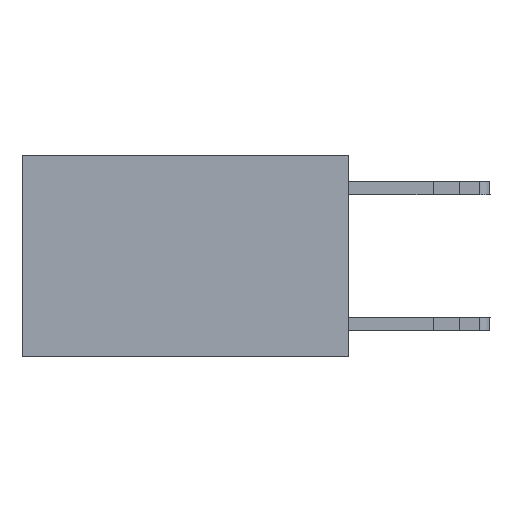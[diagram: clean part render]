
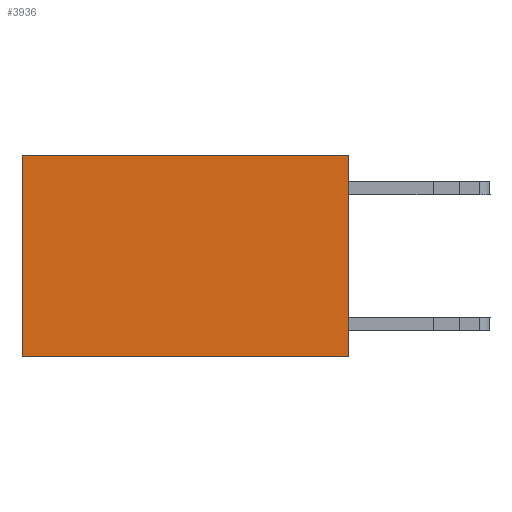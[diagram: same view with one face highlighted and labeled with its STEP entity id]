
A CAD part, left-side view. The second image highlights one B-rep face of the part: STEP entity #3936.
In plain terms, the highlighted planar face has unit normal (-1, 0, 0).
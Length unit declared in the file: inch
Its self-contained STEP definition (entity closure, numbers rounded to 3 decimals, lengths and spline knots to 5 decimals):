
#650 = VECTOR ( 'NONE', #17703, 39.37008 ) ;
#665 = EDGE_CURVE ( 'NONE', #9095, #15589, #11246, .T. ) ;
#739 = LINE ( 'NONE', #8977, #19916 ) ;
#3431 = DIRECTION ( 'NONE',  ( 0., 1., 0. ) ) ;
#3636 = CARTESIAN_POINT ( 'NONE',  ( 0.2625, 0., -0.37 ) ) ;
#3936 = ADVANCED_FACE ( 'NONE', ( #13440 ), #19917, .F. ) ;
#5782 = CARTESIAN_POINT ( 'NONE',  ( 0.2625, 0.6, -0.37 ) ) ;
#5802 = DIRECTION ( 'NONE',  ( 0., 0., -1. ) ) ;
#6350 = CARTESIAN_POINT ( 'NONE',  ( 0.2625, 0., 0. ) ) ;
#7963 = VECTOR ( 'NONE', #3431, 39.37008 ) ;
#8106 = ORIENTED_EDGE ( 'NONE', *, *, #665, .T. ) ;
#8172 = LINE ( 'NONE', #3636, #7963 ) ;
#8977 = CARTESIAN_POINT ( 'NONE',  ( 0.2625, 0.6, 0. ) ) ;
#9095 = VERTEX_POINT ( 'NONE', #10564 ) ;
#9579 = VERTEX_POINT ( 'NONE', #5782 ) ;
#9862 = ORIENTED_EDGE ( 'NONE', *, *, #15695, .F. ) ;
#10564 = CARTESIAN_POINT ( 'NONE',  ( 0.2625, 0., 0. ) ) ;
#11246 = LINE ( 'NONE', #6350, #650 ) ;
#11296 = CARTESIAN_POINT ( 'NONE',  ( 0.2625, 0., 0. ) ) ;
#11364 = CARTESIAN_POINT ( 'NONE',  ( 0.2625, 0., 0. ) ) ;
#11513 = EDGE_CURVE ( 'NONE', #9095, #13318, #14952, .T. ) ;
#11582 = VECTOR ( 'NONE', #11661, 39.37008 ) ;
#11661 = DIRECTION ( 'NONE',  ( 0., 0., -1. ) ) ;
#13318 = VERTEX_POINT ( 'NONE', #19818 ) ;
#13440 = FACE_OUTER_BOUND ( 'NONE', #15221, .T. ) ;
#14221 = AXIS2_PLACEMENT_3D ( 'NONE', #11296, #16166, #19252 ) ;
#14621 = ORIENTED_EDGE ( 'NONE', *, *, #11513, .F. ) ;
#14952 = LINE ( 'NONE', #11364, #11582 ) ;
#15221 = EDGE_LOOP ( 'NONE', ( #18320, #9862, #14621, #8106 ) ) ;
#15589 = VERTEX_POINT ( 'NONE', #15819 ) ;
#15695 = EDGE_CURVE ( 'NONE', #13318, #9579, #8172, .T. ) ;
#15819 = CARTESIAN_POINT ( 'NONE',  ( 0.2625, 0.6, 0. ) ) ;
#16166 = DIRECTION ( 'NONE',  ( 1., 0., 0. ) ) ;
#17703 = DIRECTION ( 'NONE',  ( 0., 1., 0. ) ) ;
#18320 = ORIENTED_EDGE ( 'NONE', *, *, #20844, .T. ) ;
#19252 = DIRECTION ( 'NONE',  ( 0., 0., -1. ) ) ;
#19818 = CARTESIAN_POINT ( 'NONE',  ( 0.2625, 0., -0.37 ) ) ;
#19916 = VECTOR ( 'NONE', #5802, 39.37008 ) ;
#19917 = PLANE ( 'NONE',  #14221 ) ;
#20844 = EDGE_CURVE ( 'NONE', #15589, #9579, #739, .T. ) ;
